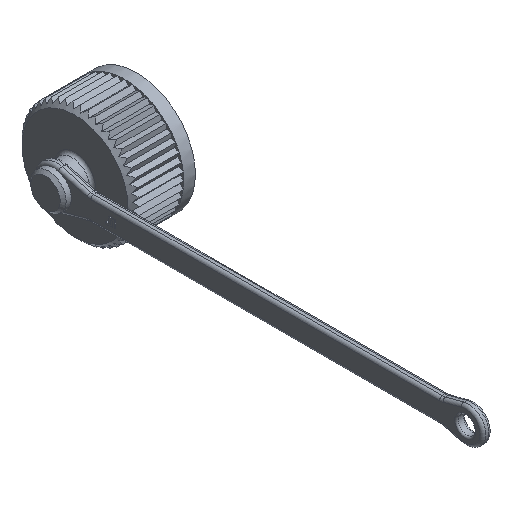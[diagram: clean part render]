
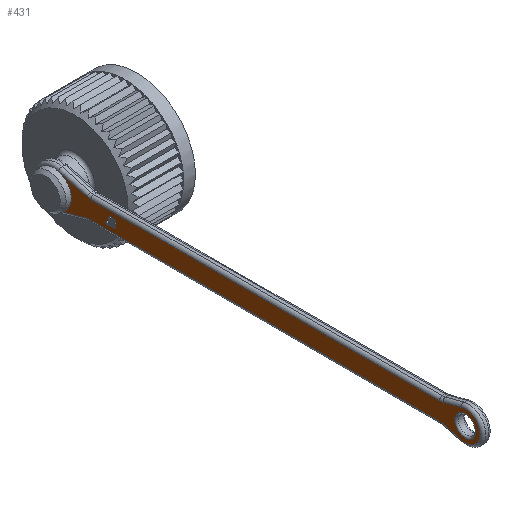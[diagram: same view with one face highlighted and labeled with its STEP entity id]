
A CAD part, isometric view. The second image highlights one B-rep face of the part: STEP entity #431.
In plain terms, the highlighted planar face has unit normal (-1, 0, 0).
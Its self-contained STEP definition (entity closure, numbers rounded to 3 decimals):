
#431=ADVANCED_FACE('',(#815,#816,#817,#818),#643,.T.);
#643=PLANE('',#3439);
#815=FACE_BOUND('',#845,.T.);
#816=FACE_BOUND('',#846,.T.);
#817=FACE_BOUND('',#847,.T.);
#818=FACE_BOUND('',#848,.T.);
#845=EDGE_LOOP('',(#1613,#1614,#1615,#1616,#1617,#1618,#1619,#1620,#1621,
#1622,#1623,#1624));
#846=EDGE_LOOP('',(#1625));
#847=EDGE_LOOP('',(#1626,#1627,#1628,#1629,#1630,#1631,#1632,#1633));
#848=EDGE_LOOP('',(#1634,#1635,#1636,#1637,#1638,#1639));
#1073=LINE('',#4674,#1343);
#1074=LINE('',#4678,#1344);
#1075=LINE('',#4682,#1345);
#1076=LINE('',#4686,#1346);
#1077=LINE('',#4690,#1347);
#1078=LINE('',#4694,#1348);
#1079=LINE('',#4697,#1349);
#1080=LINE('',#4700,#1350);
#1081=LINE('',#4702,#1351);
#1082=LINE('',#4704,#1352);
#1083=LINE('',#4706,#1353);
#1084=LINE('',#4708,#1354);
#1085=LINE('',#4710,#1355);
#1086=LINE('',#4712,#1356);
#1087=LINE('',#4713,#1357);
#1088=LINE('',#4716,#1358);
#1089=LINE('',#4718,#1359);
#1090=LINE('',#4720,#1360);
#1091=LINE('',#4722,#1361);
#1092=LINE('',#4724,#1362);
#1343=VECTOR('',#3758,1.);
#1344=VECTOR('',#3761,1.);
#1345=VECTOR('',#3764,1.);
#1346=VECTOR('',#3767,1.);
#1347=VECTOR('',#3770,1.);
#1348=VECTOR('',#3773,1.);
#1349=VECTOR('',#3776,1.);
#1350=VECTOR('',#3777,1.);
#1351=VECTOR('',#3778,1.);
#1352=VECTOR('',#3779,1.);
#1353=VECTOR('',#3780,1.);
#1354=VECTOR('',#3781,1.);
#1355=VECTOR('',#3782,1.);
#1356=VECTOR('',#3783,1.);
#1357=VECTOR('',#3784,1.);
#1358=VECTOR('',#3785,1.);
#1359=VECTOR('',#3786,1.);
#1360=VECTOR('',#3787,1.);
#1361=VECTOR('',#3788,1.);
#1362=VECTOR('',#3789,1.);
#1613=ORIENTED_EDGE('',*,*,#2845,.F.);
#1614=ORIENTED_EDGE('',*,*,#2846,.T.);
#1615=ORIENTED_EDGE('',*,*,#2847,.T.);
#1616=ORIENTED_EDGE('',*,*,#2848,.T.);
#1617=ORIENTED_EDGE('',*,*,#2849,.T.);
#1618=ORIENTED_EDGE('',*,*,#2850,.T.);
#1619=ORIENTED_EDGE('',*,*,#2851,.T.);
#1620=ORIENTED_EDGE('',*,*,#2852,.T.);
#1621=ORIENTED_EDGE('',*,*,#2853,.T.);
#1622=ORIENTED_EDGE('',*,*,#2854,.T.);
#1623=ORIENTED_EDGE('',*,*,#2855,.T.);
#1624=ORIENTED_EDGE('',*,*,#2856,.T.);
#1625=ORIENTED_EDGE('',*,*,#2857,.T.);
#1626=ORIENTED_EDGE('',*,*,#2858,.F.);
#1627=ORIENTED_EDGE('',*,*,#2859,.F.);
#1628=ORIENTED_EDGE('',*,*,#2860,.F.);
#1629=ORIENTED_EDGE('',*,*,#2861,.F.);
#1630=ORIENTED_EDGE('',*,*,#2862,.F.);
#1631=ORIENTED_EDGE('',*,*,#2863,.F.);
#1632=ORIENTED_EDGE('',*,*,#2864,.F.);
#1633=ORIENTED_EDGE('',*,*,#2865,.F.);
#1634=ORIENTED_EDGE('',*,*,#2866,.T.);
#1635=ORIENTED_EDGE('',*,*,#2867,.T.);
#1636=ORIENTED_EDGE('',*,*,#2868,.T.);
#1637=ORIENTED_EDGE('',*,*,#2869,.T.);
#1638=ORIENTED_EDGE('',*,*,#2870,.T.);
#1639=ORIENTED_EDGE('',*,*,#2871,.T.);
#2565=VERTEX_POINT('',#4672);
#2566=VERTEX_POINT('',#4673);
#2567=VERTEX_POINT('',#4675);
#2568=VERTEX_POINT('',#4677);
#2569=VERTEX_POINT('',#4679);
#2570=VERTEX_POINT('',#4681);
#2571=VERTEX_POINT('',#4683);
#2572=VERTEX_POINT('',#4685);
#2573=VERTEX_POINT('',#4687);
#2574=VERTEX_POINT('',#4689);
#2575=VERTEX_POINT('',#4691);
#2576=VERTEX_POINT('',#4693);
#2577=VERTEX_POINT('',#4696);
#2578=VERTEX_POINT('',#4698);
#2579=VERTEX_POINT('',#4699);
#2580=VERTEX_POINT('',#4701);
#2581=VERTEX_POINT('',#4703);
#2582=VERTEX_POINT('',#4705);
#2583=VERTEX_POINT('',#4707);
#2584=VERTEX_POINT('',#4709);
#2585=VERTEX_POINT('',#4711);
#2586=VERTEX_POINT('',#4714);
#2587=VERTEX_POINT('',#4715);
#2588=VERTEX_POINT('',#4717);
#2589=VERTEX_POINT('',#4719);
#2590=VERTEX_POINT('',#4721);
#2591=VERTEX_POINT('',#4723);
#2845=EDGE_CURVE('',#2565,#2566,#3321,.T.);
#2846=EDGE_CURVE('',#2565,#2567,#1073,.T.);
#2847=EDGE_CURVE('',#2567,#2568,#3322,.T.);
#2848=EDGE_CURVE('',#2568,#2569,#1074,.T.);
#2849=EDGE_CURVE('',#2569,#2570,#3323,.T.);
#2850=EDGE_CURVE('',#2570,#2571,#1075,.T.);
#2851=EDGE_CURVE('',#2571,#2572,#3324,.T.);
#2852=EDGE_CURVE('',#2572,#2573,#1076,.T.);
#2853=EDGE_CURVE('',#2573,#2574,#3325,.T.);
#2854=EDGE_CURVE('',#2574,#2575,#1077,.T.);
#2855=EDGE_CURVE('',#2575,#2576,#3326,.T.);
#2856=EDGE_CURVE('',#2576,#2566,#1078,.T.);
#2857=EDGE_CURVE('',#2577,#2577,#3327,.T.);
#2858=EDGE_CURVE('',#2578,#2579,#1079,.T.);
#2859=EDGE_CURVE('',#2580,#2578,#1080,.T.);
#2860=EDGE_CURVE('',#2581,#2580,#1081,.T.);
#2861=EDGE_CURVE('',#2582,#2581,#1082,.T.);
#2862=EDGE_CURVE('',#2583,#2582,#1083,.T.);
#2863=EDGE_CURVE('',#2584,#2583,#1084,.T.);
#2864=EDGE_CURVE('',#2585,#2584,#1085,.T.);
#2865=EDGE_CURVE('',#2579,#2585,#1086,.T.);
#2866=EDGE_CURVE('',#2586,#2587,#1087,.T.);
#2867=EDGE_CURVE('',#2587,#2588,#1088,.T.);
#2868=EDGE_CURVE('',#2588,#2589,#1089,.T.);
#2869=EDGE_CURVE('',#2589,#2590,#1090,.T.);
#2870=EDGE_CURVE('',#2590,#2591,#1091,.T.);
#2871=EDGE_CURVE('',#2591,#2586,#1092,.T.);
#3321=CIRCLE('',#3432,3.);
#3322=CIRCLE('',#3433,2.5);
#3323=CIRCLE('',#3434,2.5);
#3324=CIRCLE('',#3435,2.5);
#3325=CIRCLE('',#3436,2.5);
#3326=CIRCLE('',#3437,2.5);
#3327=CIRCLE('',#3438,1.8);
#3432=AXIS2_PLACEMENT_3D('',#4671,#3756,#3757);
#3433=AXIS2_PLACEMENT_3D('',#4676,#3759,#3760);
#3434=AXIS2_PLACEMENT_3D('',#4680,#3762,#3763);
#3435=AXIS2_PLACEMENT_3D('',#4684,#3765,#3766);
#3436=AXIS2_PLACEMENT_3D('',#4688,#3768,#3769);
#3437=AXIS2_PLACEMENT_3D('',#4692,#3771,#3772);
#3438=AXIS2_PLACEMENT_3D('',#4695,#3774,#3775);
#3439=AXIS2_PLACEMENT_3D('',#4725,#3790,#3791);
#3756=DIRECTION('',(-1.,0.,0.));
#3757=DIRECTION('',(0.,0.,1.));
#3758=DIRECTION('',(0.,-0.966,0.259));
#3759=DIRECTION('',(1.,0.,0.));
#3760=DIRECTION('',(0.,0.,1.));
#3761=DIRECTION('',(0.,-1.,0.));
#3762=DIRECTION('',(1.,0.,0.));
#3763=DIRECTION('',(0.,0.,1.));
#3764=DIRECTION('',(0.,-0.966,-0.259));
#3765=DIRECTION('',(-1.,0.,0.));
#3766=DIRECTION('',(0.,0.,1.));
#3767=DIRECTION('',(0.,0.966,-0.259));
#3768=DIRECTION('',(1.,0.,0.));
#3769=DIRECTION('',(0.,0.,1.));
#3770=DIRECTION('',(0.,1.,0.));
#3771=DIRECTION('',(1.,0.,0.));
#3772=DIRECTION('',(0.,0.,1.));
#3773=DIRECTION('',(0.,0.966,0.259));
#3774=DIRECTION('',(1.,0.,0.));
#3775=DIRECTION('',(0.,0.,1.));
#3776=DIRECTION('',(0.,1.,0.));
#3777=DIRECTION('',(0.,0.,1.));
#3778=DIRECTION('',(0.,-1.,0.));
#3779=DIRECTION('',(0.,0.,-1.));
#3780=DIRECTION('',(0.,-1.,0.));
#3781=DIRECTION('',(0.,0.,1.));
#3782=DIRECTION('',(0.,-1.,0.));
#3783=DIRECTION('',(0.,0.,-1.));
#3784=DIRECTION('',(0.,0.,-1.));
#3785=DIRECTION('',(0.,1.,0.));
#3786=DIRECTION('',(0.,0.,1.));
#3787=DIRECTION('',(0.,-1.,0.));
#3788=DIRECTION('',(0.,0.,1.));
#3789=DIRECTION('',(0.,-1.,0.));
#3790=DIRECTION('',(-1.,0.,0.));
#3791=DIRECTION('',(0.,0.,1.));
#4671=CARTESIAN_POINT('',(-3.6,0.,0.));
#4672=CARTESIAN_POINT('',(-3.6,-0.776,-2.898));
#4673=CARTESIAN_POINT('',(-3.6,-0.776,2.898));
#4674=CARTESIAN_POINT('',(-3.6,-5.675,-1.585));
#4675=CARTESIAN_POINT('',(-3.6,-5.675,-1.585));
#4676=CARTESIAN_POINT('',(-3.6,-6.322,-4.));
#4677=CARTESIAN_POINT('',(-3.6,-6.322,-1.5));
#4678=CARTESIAN_POINT('',(-3.6,-65.61,-1.5));
#4679=CARTESIAN_POINT('',(-3.6,-65.61,-1.5));
#4680=CARTESIAN_POINT('',(-3.6,-65.61,-4.));
#4681=CARTESIAN_POINT('',(-3.6,-66.257,-1.585));
#4682=CARTESIAN_POINT('',(-3.6,-69.353,-2.415));
#4683=CARTESIAN_POINT('',(-3.6,-69.353,-2.415));
#4684=CARTESIAN_POINT('',(-3.6,-70.,0.));
#4685=CARTESIAN_POINT('',(-3.6,-69.353,2.415));
#4686=CARTESIAN_POINT('',(-3.6,-4.042,-15.085));
#4687=CARTESIAN_POINT('',(-3.6,-66.257,1.585));
#4688=CARTESIAN_POINT('',(-3.6,-65.61,4.));
#4689=CARTESIAN_POINT('',(-3.6,-65.61,1.5));
#4690=CARTESIAN_POINT('',(-3.6,0.,1.5));
#4691=CARTESIAN_POINT('',(-3.6,-6.322,1.5));
#4692=CARTESIAN_POINT('',(-3.6,-6.322,4.));
#4693=CARTESIAN_POINT('',(-3.6,-5.675,1.585));
#4694=CARTESIAN_POINT('',(-3.6,-0.776,2.898));
#4695=CARTESIAN_POINT('',(-3.6,-70.,0.));
#4696=CARTESIAN_POINT('',(-3.6,-70.,1.8));
#4697=CARTESIAN_POINT('',(-3.6,-10.525,0.615));
#4698=CARTESIAN_POINT('',(-3.6,-10.525,0.615));
#4699=CARTESIAN_POINT('',(-3.6,-9.475,0.615));
#4700=CARTESIAN_POINT('',(-3.6,-10.525,-0.615));
#4701=CARTESIAN_POINT('',(-3.6,-10.525,-0.615));
#4702=CARTESIAN_POINT('',(-3.6,-10.225,-0.615));
#4703=CARTESIAN_POINT('',(-3.6,-10.225,-0.615));
#4704=CARTESIAN_POINT('',(-3.6,-10.225,0.315));
#4705=CARTESIAN_POINT('',(-3.6,-10.225,0.315));
#4706=CARTESIAN_POINT('',(-3.6,-9.775,0.315));
#4707=CARTESIAN_POINT('',(-3.6,-9.775,0.315));
#4708=CARTESIAN_POINT('',(-3.6,-9.775,-0.235));
#4709=CARTESIAN_POINT('',(-3.6,-9.775,-0.235));
#4710=CARTESIAN_POINT('',(-3.6,-9.475,-0.235));
#4711=CARTESIAN_POINT('',(-3.6,-9.475,-0.235));
#4712=CARTESIAN_POINT('',(-3.6,-9.475,0.615));
#4713=CARTESIAN_POINT('',(-3.6,-10.155,0.235));
#4714=CARTESIAN_POINT('',(-3.6,-10.155,0.235));
#4715=CARTESIAN_POINT('',(-3.6,-10.155,-0.615));
#4716=CARTESIAN_POINT('',(-3.6,-10.155,-0.615));
#4717=CARTESIAN_POINT('',(-3.6,-9.025,-0.615));
#4718=CARTESIAN_POINT('',(-3.6,-9.025,-0.615));
#4719=CARTESIAN_POINT('',(-3.6,-9.025,-0.315));
#4720=CARTESIAN_POINT('',(-3.6,-9.025,-0.315));
#4721=CARTESIAN_POINT('',(-3.6,-9.855,-0.315));
#4722=CARTESIAN_POINT('',(-3.6,-9.855,-0.315));
#4723=CARTESIAN_POINT('',(-3.6,-9.855,0.235));
#4724=CARTESIAN_POINT('',(-3.6,-9.855,0.235));
#4725=CARTESIAN_POINT('',(-3.6,0.,0.));
